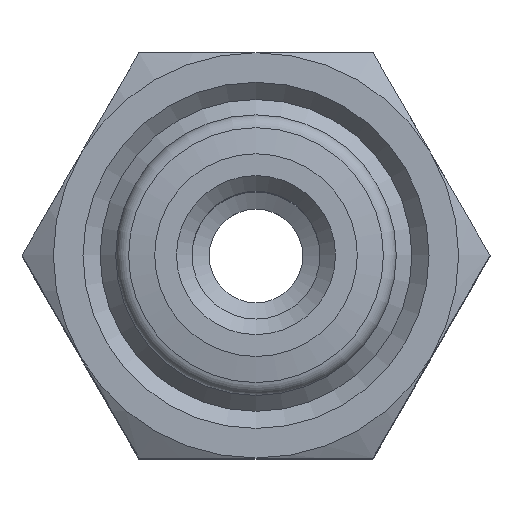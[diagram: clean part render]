
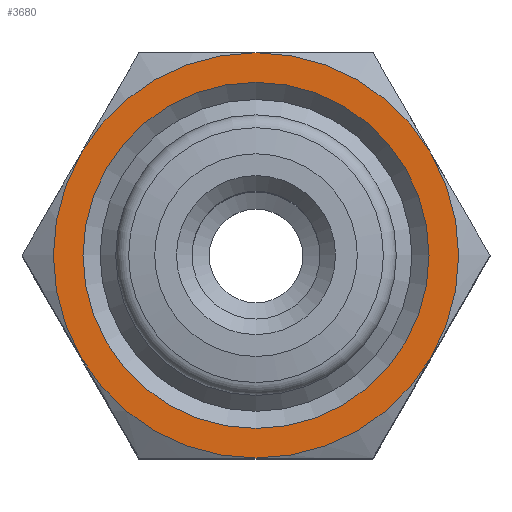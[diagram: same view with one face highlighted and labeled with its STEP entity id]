
A CAD part, top view. The second image highlights one B-rep face of the part: STEP entity #3680.
In plain terms, the highlighted face is planar.
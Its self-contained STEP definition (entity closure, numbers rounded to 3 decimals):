
#1551=PLANE('',#3428);
#1682=ORIENTED_EDGE('',*,*,#2128,.F.);
#1683=ORIENTED_EDGE('',*,*,#2127,.F.);
#1684=ORIENTED_EDGE('',*,*,#2129,.F.);
#1685=ORIENTED_EDGE('',*,*,#2130,.F.);
#1686=ORIENTED_EDGE('',*,*,#2131,.F.);
#1687=ORIENTED_EDGE('',*,*,#2132,.F.);
#1688=ORIENTED_EDGE('',*,*,#2133,.F.);
#1909=CIRCLE('',#3427,6.5);
#1910=CIRCLE('',#3429,6.5);
#1911=CIRCLE('',#3430,6.5);
#1912=CIRCLE('',#3431,6.5);
#1913=CIRCLE('',#3432,6.5);
#1914=CIRCLE('',#3433,6.5);
#1915=CIRCLE('',#3434,5.55);
#1994=VERTEX_POINT('',#3054);
#1998=VERTEX_POINT('',#3064);
#2001=VERTEX_POINT('',#3074);
#2004=VERTEX_POINT('',#3084);
#2007=VERTEX_POINT('',#3094);
#2008=VERTEX_POINT('',#3100);
#2009=VERTEX_POINT('',#3111);
#2127=EDGE_CURVE('',#1994,#2008,#1909,.T.);
#2128=EDGE_CURVE('',#2008,#2007,#1910,.T.);
#2129=EDGE_CURVE('',#1998,#1994,#1911,.T.);
#2130=EDGE_CURVE('',#2001,#1998,#1912,.T.);
#2131=EDGE_CURVE('',#2004,#2001,#1913,.T.);
#2132=EDGE_CURVE('',#2007,#2004,#1914,.T.);
#2133=EDGE_CURVE('',#2009,#2009,#1915,.T.);
#2247=EDGE_LOOP('',(#1682,#1683,#1684,#1685,#1686,#1687));
#2248=EDGE_LOOP('',(#1688));
#2403=FACE_BOUND('',#2247,.T.);
#2404=FACE_BOUND('',#2248,.T.);
#2640=DIRECTION('',(0.,-1.,0.));
#2641=DIRECTION('',(0.,0.,-6.5));
#2642=DIRECTION('',(0.,1.,0.));
#2643=DIRECTION('',(1.,0.,0.));
#2644=DIRECTION('',(0.,-1.,0.));
#2645=DIRECTION('',(0.,0.,-6.5));
#2646=DIRECTION('',(0.,-1.,0.));
#2647=DIRECTION('',(0.,0.,-6.5));
#2648=DIRECTION('',(0.,-1.,0.));
#2649=DIRECTION('',(0.,0.,-6.5));
#2650=DIRECTION('',(0.,-1.,0.));
#2651=DIRECTION('',(0.,0.,-6.5));
#2652=DIRECTION('',(0.,-1.,0.));
#2653=DIRECTION('',(0.,0.,-6.5));
#2654=DIRECTION('',(0.,1.,0.));
#2655=DIRECTION('',(0.,0.,-5.55));
#3054=CARTESIAN_POINT('',(-10.801,-24.484,3.25));
#3064=CARTESIAN_POINT('',(-5.172,-24.484,6.5));
#3074=CARTESIAN_POINT('',(0.457,-24.484,3.25));
#3084=CARTESIAN_POINT('',(0.457,-24.484,-3.25));
#3094=CARTESIAN_POINT('',(-5.172,-24.484,-6.5));
#3100=CARTESIAN_POINT('',(-10.801,-24.484,-3.25));
#3104=CARTESIAN_POINT('',(-5.172,-24.484,0.));
#3105=CARTESIAN_POINT('',(-13.172,-24.484,0.));
#3106=CARTESIAN_POINT('',(-5.172,-24.484,0.));
#3107=CARTESIAN_POINT('',(-5.172,-24.484,0.));
#3108=CARTESIAN_POINT('',(-5.172,-24.484,0.));
#3109=CARTESIAN_POINT('',(-5.172,-24.484,0.));
#3110=CARTESIAN_POINT('',(-5.172,-24.484,0.));
#3111=CARTESIAN_POINT('',(-5.172,-24.484,-5.55));
#3112=CARTESIAN_POINT('',(-5.172,-24.484,0.));
#3427=AXIS2_PLACEMENT_3D('',#3104,#2640,#2641);
#3428=AXIS2_PLACEMENT_3D('',#3105,#2642,#2643);
#3429=AXIS2_PLACEMENT_3D('',#3106,#2644,#2645);
#3430=AXIS2_PLACEMENT_3D('',#3107,#2646,#2647);
#3431=AXIS2_PLACEMENT_3D('',#3108,#2648,#2649);
#3432=AXIS2_PLACEMENT_3D('',#3109,#2650,#2651);
#3433=AXIS2_PLACEMENT_3D('',#3110,#2652,#2653);
#3434=AXIS2_PLACEMENT_3D('',#3112,#2654,#2655);
#3680=ADVANCED_FACE('',(#2403,#2404),#1551,.T.);
